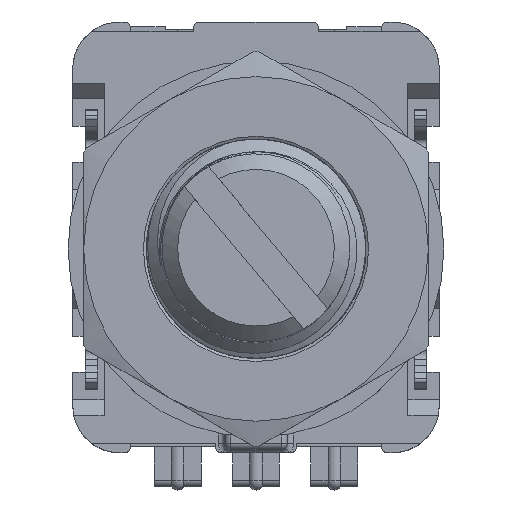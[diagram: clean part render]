
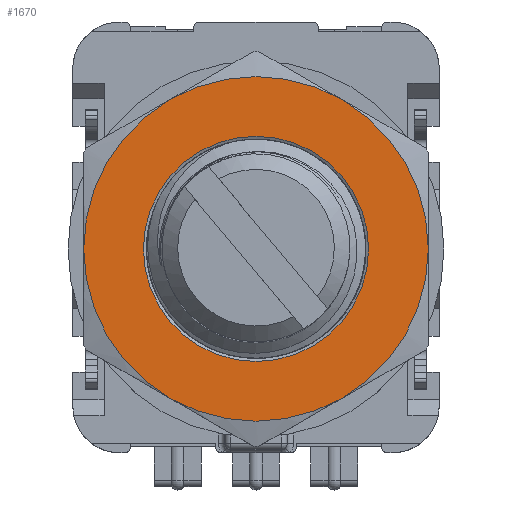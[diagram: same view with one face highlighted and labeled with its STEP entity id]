
A CAD part, top view. The second image highlights one B-rep face of the part: STEP entity #1670.
In plain terms, the highlighted planar face has unit normal (0, 0, 1).
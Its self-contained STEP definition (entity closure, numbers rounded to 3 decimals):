
#1670=ADVANCED_FACE('',(#13002,#13004),#13006,.T.);
#13002=FACE_BOUND('',#13003,.T.);
#13003=EDGE_LOOP('',(#17699,#17700,#17701,#17702,#17703,#17704));
#13004=FACE_BOUND('',#13005,.T.);
#13005=EDGE_LOOP('',(#17705));
#13006=PLANE('',#13007);
#13007=AXIS2_PLACEMENT_3D('',#13008,#13009,#13010);
#13008=CARTESIAN_POINT('',(0.,0.,3.3));
#13009=DIRECTION('',(0.,0.,1.));
#13010=DIRECTION('',(0.,-1.,0.));
#17699=ORIENTED_EDGE('',*,*,#20126,.F.);
#17700=ORIENTED_EDGE('',*,*,#20127,.F.);
#17701=ORIENTED_EDGE('',*,*,#20128,.F.);
#17702=ORIENTED_EDGE('',*,*,#20129,.F.);
#17703=ORIENTED_EDGE('',*,*,#20130,.F.);
#17704=ORIENTED_EDGE('',*,*,#20131,.F.);
#17705=ORIENTED_EDGE('',*,*,#20113,.T.);
#20113=EDGE_CURVE('',#21801,#21801,#21802,.T.);
#20126=EDGE_CURVE('',#21823,#21824,#21825,.T.);
#20127=EDGE_CURVE('',#21826,#21823,#21827,.T.);
#20128=EDGE_CURVE('',#21828,#21826,#21829,.T.);
#20129=EDGE_CURVE('',#21830,#21828,#21831,.T.);
#20130=EDGE_CURVE('',#21832,#21830,#21833,.T.);
#20131=EDGE_CURVE('',#21824,#21832,#21834,.T.);
#21801=VERTEX_POINT('',#27274);
#21802=CIRCLE('',#27275,3.594);
#21823=VERTEX_POINT('',#27781);
#21824=VERTEX_POINT('',#27782);
#21825=CIRCLE('',#27783,5.5);
#21826=VERTEX_POINT('',#27787);
#21827=CIRCLE('',#27788,5.5);
#21828=VERTEX_POINT('',#27792);
#21829=CIRCLE('',#27793,5.5);
#21830=VERTEX_POINT('',#27797);
#21831=CIRCLE('',#27798,5.5);
#21832=VERTEX_POINT('',#27802);
#21833=CIRCLE('',#27803,5.5);
#21834=CIRCLE('',#27807,5.5);
#27274=CARTESIAN_POINT('',(0.,-3.594,3.3));
#27275=AXIS2_PLACEMENT_3D('',#27276,#27277,#27278);
#27276=CARTESIAN_POINT('',(0.,0.,3.3));
#27277=DIRECTION('',(0.,0.,-1.));
#27278=DIRECTION('',(0.,-1.,0.));
#27781=CARTESIAN_POINT('',(5.5,0.,3.3));
#27782=CARTESIAN_POINT('',(2.75,-4.763,3.3));
#27783=AXIS2_PLACEMENT_3D('',#27784,#27785,#27786);
#27784=CARTESIAN_POINT('',(0.,0.,3.3));
#27785=DIRECTION('',(0.,0.,-1.));
#27786=DIRECTION('',(1.,0.,0.));
#27787=CARTESIAN_POINT('',(2.75,4.763,3.3));
#27788=AXIS2_PLACEMENT_3D('',#27789,#27790,#27791);
#27789=CARTESIAN_POINT('',(0.,0.,3.3));
#27790=DIRECTION('',(0.,0.,-1.));
#27791=DIRECTION('',(0.5,0.866,0.));
#27792=CARTESIAN_POINT('',(-2.75,4.763,3.3));
#27793=AXIS2_PLACEMENT_3D('',#27794,#27795,#27796);
#27794=CARTESIAN_POINT('',(0.,0.,3.3));
#27795=DIRECTION('',(0.,0.,-1.));
#27796=DIRECTION('',(-0.5,0.866,0.));
#27797=CARTESIAN_POINT('',(-5.5,0.,3.3));
#27798=AXIS2_PLACEMENT_3D('',#27799,#27800,#27801);
#27799=CARTESIAN_POINT('',(0.,0.,3.3));
#27800=DIRECTION('',(0.,0.,-1.));
#27801=DIRECTION('',(-1.,0.,0.));
#27802=CARTESIAN_POINT('',(-2.75,-4.763,3.3));
#27803=AXIS2_PLACEMENT_3D('',#27804,#27805,#27806);
#27804=CARTESIAN_POINT('',(0.,0.,3.3));
#27805=DIRECTION('',(0.,0.,-1.));
#27806=DIRECTION('',(-0.5,-0.866,0.));
#27807=AXIS2_PLACEMENT_3D('',#27808,#27809,#27810);
#27808=CARTESIAN_POINT('',(0.,0.,3.3));
#27809=DIRECTION('',(0.,0.,-1.));
#27810=DIRECTION('',(0.5,-0.866,0.));
